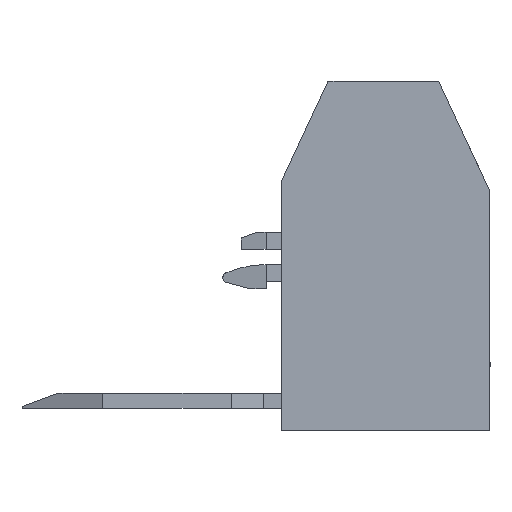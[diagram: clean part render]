
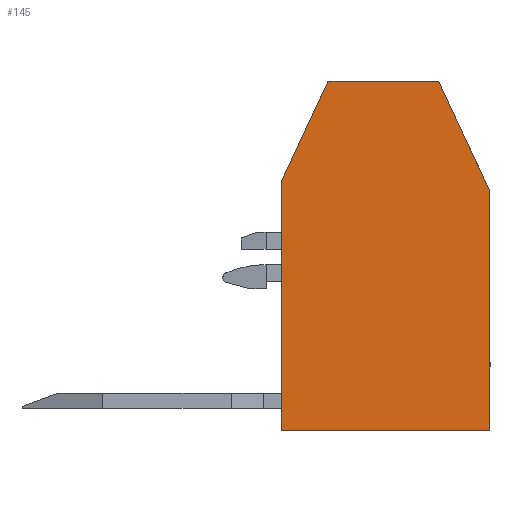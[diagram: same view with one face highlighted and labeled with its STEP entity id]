
A CAD part, left-side view. The second image highlights one B-rep face of the part: STEP entity #145.
In plain terms, the highlighted planar face has unit normal (-1, 0, 0).
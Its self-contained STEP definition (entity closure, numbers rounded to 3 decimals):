
#145=ADVANCED_FACE('',(#334),#335,.T.);
#334=FACE_OUTER_BOUND('',#564,.T.);
#335=PLANE('',#565);
#564=EDGE_LOOP('',(#941,#942,#943,#944,#945,#946));
#565=AXIS2_PLACEMENT_3D('',#947,#948,#949);
#941=ORIENTED_EDGE('',*,*,#1476,.T.);
#942=ORIENTED_EDGE('',*,*,#1477,.T.);
#943=ORIENTED_EDGE('',*,*,#1478,.T.);
#944=ORIENTED_EDGE('',*,*,#1479,.T.);
#945=ORIENTED_EDGE('',*,*,#1480,.T.);
#946=ORIENTED_EDGE('',*,*,#1407,.T.);
#947=CARTESIAN_POINT('',(0.675,1.301,12.557));
#948=DIRECTION('',(-1.0,0.,0.0));
#949=DIRECTION('',(0.,-1.0,0.0));
#1407=EDGE_CURVE('',#1687,#1692,#1694,.T.);
#1476=EDGE_CURVE('',#1692,#1791,#1792,.T.);
#1477=EDGE_CURVE('',#1791,#1793,#1794,.T.);
#1478=EDGE_CURVE('',#1793,#1795,#1796,.T.);
#1479=EDGE_CURVE('',#1795,#1797,#1798,.T.);
#1480=EDGE_CURVE('',#1797,#1687,#1799,.T.);
#1687=VERTEX_POINT('',#2092);
#1692=VERTEX_POINT('',#2099);
#1694=LINE('',#2102,#2103);
#1791=VERTEX_POINT('',#2244);
#1792=LINE('',#2245,#2246);
#1793=VERTEX_POINT('',#2247);
#1794=LINE('',#2248,#2249);
#1795=VERTEX_POINT('',#2250);
#1796=LINE('',#2251,#2252);
#1797=VERTEX_POINT('',#2253);
#1798=LINE('',#2254,#2255);
#1799=LINE('',#2256,#2257);
#2092=CARTESIAN_POINT('',(0.675,20.7,24.835));
#2099=CARTESIAN_POINT('',(0.675,20.7,0.));
#2102=CARTESIAN_POINT('',(0.675,20.7,18.));
#2103=VECTOR('',#2599,1.0);
#2244=CARTESIAN_POINT('',(0.675,0.0,0.));
#2245=CARTESIAN_POINT('',(0.675,20.2,0.));
#2246=VECTOR('',#2656,1.0);
#2247=CARTESIAN_POINT('',(0.675,0.0,23.763));
#2248=CARTESIAN_POINT('',(0.675,0.0,0.5));
#2249=VECTOR('',#2657,1.0);
#2250=CARTESIAN_POINT('',(0.675,5.1,34.7));
#2251=CARTESIAN_POINT('',(0.675,0.187,24.165));
#2252=VECTOR('',#2658,1.0);
#2253=CARTESIAN_POINT('',(0.675,16.1,34.7));
#2254=CARTESIAN_POINT('',(0.675,5.737,34.7));
#2255=VECTOR('',#2659,1.0);
#2256=CARTESIAN_POINT('',(0.675,16.369,34.123));
#2257=VECTOR('',#2660,1.0);
#2599=DIRECTION('',(0.0,0.0,-1.0));
#2656=DIRECTION('',(0.,-1.0,0.0));
#2657=DIRECTION('',(0.0,0.0,1.0));
#2658=DIRECTION('',(0.,0.423,0.906));
#2659=DIRECTION('',(0.,1.0,0.0));
#2660=DIRECTION('',(0.,0.423,-0.906));
